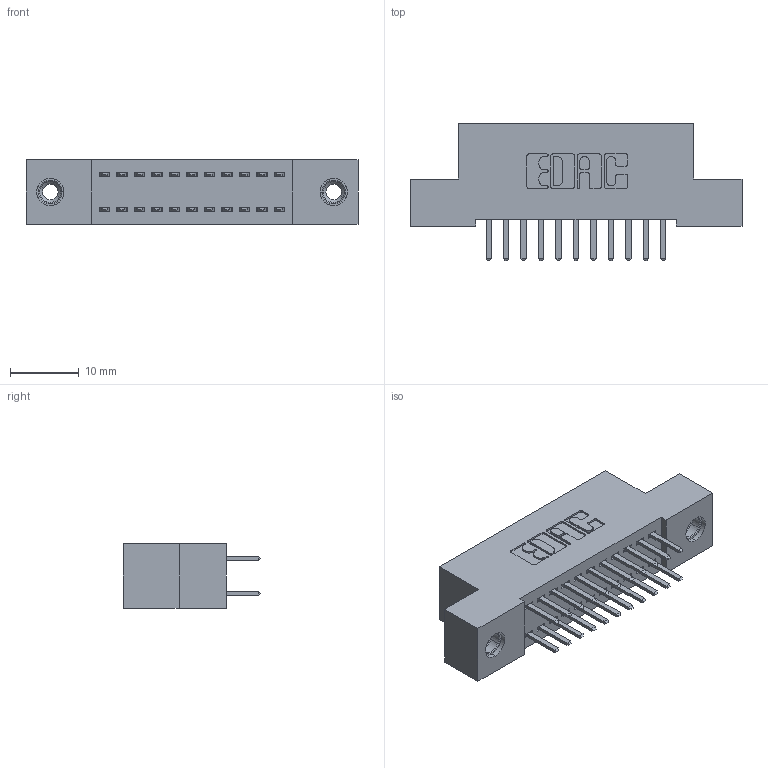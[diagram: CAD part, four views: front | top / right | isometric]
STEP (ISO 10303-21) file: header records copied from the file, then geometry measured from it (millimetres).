
FILE_DESCRIPTION (( 'STEP AP203' ), '1' );
FILE_NAME ('392-022-520-208.STEP', '2019-10-07T05:58:56', ( '' ), ( '' ), 'SwSTEP 2.0', 'SolidWorks 2016', '' );
FILE_SCHEMA (( 'CONFIG_CONTROL_DESIGN' ));
Length unit declared in the file: inch
Products named in the file (4): 342 Part_TI; 345-292-001_345-293-120; 345-250-001_345-250-003-102; 392-022-520-208
Assembly tree (25 placements, depth 2):
  392-022-520-208
    342 Part_TI
    345-292-001_345-293-120  x22
    345-250-001_345-250-003-102  x2
Bounding box: 48.26 x 20.02 x 9.4 mm (x, y, z)
Volume: 4174.1 mm3; surface area: 6017.9 mm2
Topology: 25 solids, 25 shells, 1402 faces, 4021 edges, 2614 vertices
Faces by surface type: plane 934, cylinder 452, cone 12, torus 4
Entity records: 12254 total; most frequent: CARTESIAN_POINT 2061, ORIENTED_EDGE 1978, DIRECTION 1835, EDGE_CURVE 989, LINE 837, VECTOR 837, VERTEX_POINT 652, AXIS2_PLACEMENT_3D 499
